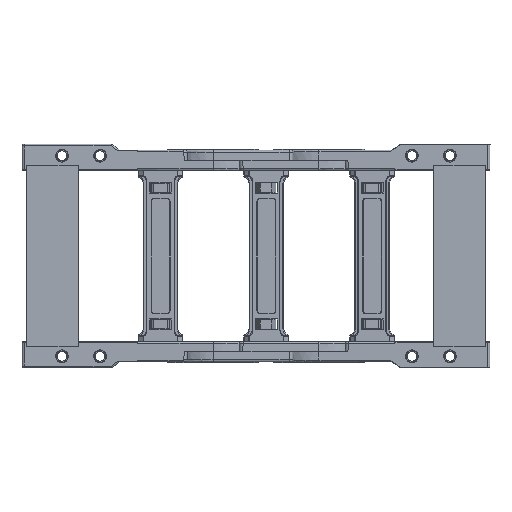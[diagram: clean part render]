
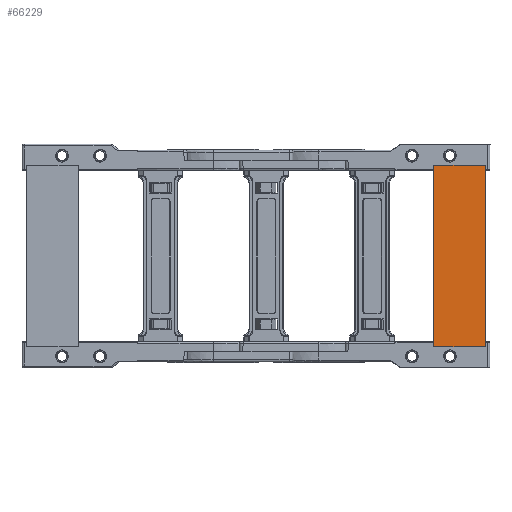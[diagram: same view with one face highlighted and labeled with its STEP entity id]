
A CAD part, front view. The second image highlights one B-rep face of the part: STEP entity #66229.
In plain terms, the highlighted planar face has unit normal (0, -1, 0).
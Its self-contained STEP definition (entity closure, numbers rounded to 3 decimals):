
#4368 = DIRECTION ( 'NONE',  ( 0., 0., 1. ) ) ;
#4946 = DIRECTION ( 'NONE',  ( 1., 0., 0. ) ) ;
#4960 = ORIENTED_EDGE ( 'NONE', *, *, #143681, .F. ) ;
#15914 = LINE ( 'NONE', #67436, #111063 ) ;
#16304 = LINE ( 'NONE', #113792, #116984 ) ;
#16727 = LINE ( 'NONE', #145058, #65165 ) ;
#17421 = DIRECTION ( 'NONE',  ( 0., -1., 0. ) ) ;
#32592 = CARTESIAN_POINT ( 'NONE',  ( 29.748, 143.024, -4.503 ) ) ;
#33303 = VECTOR ( 'NONE', #80965, 1000. ) ;
#38920 = VERTEX_POINT ( 'NONE', #59748 ) ;
#41925 = ORIENTED_EDGE ( 'NONE', *, *, #64697, .T. ) ;
#41950 = CARTESIAN_POINT ( 'NONE',  ( 29.748, 143.024, -4.503 ) ) ;
#41990 = EDGE_LOOP ( 'NONE', ( #144411, #4960, #57751, #41925 ) ) ;
#48446 = EDGE_CURVE ( 'NONE', #38920, #152929, #16304, .T. ) ;
#48593 = DIRECTION ( 'NONE',  ( 0., 0., 1. ) ) ;
#57751 = ORIENTED_EDGE ( 'NONE', *, *, #138461, .F. ) ;
#59748 = CARTESIAN_POINT ( 'NONE',  ( 59.985, 143.024, -4.503 ) ) ;
#64697 = EDGE_CURVE ( 'NONE', #69125, #38920, #100212, .T. ) ;
#65165 = VECTOR ( 'NONE', #48593, 1000. ) ;
#66229 = ADVANCED_FACE ( 'NONE', ( #111313 ), #147771, .T. ) ;
#67436 = CARTESIAN_POINT ( 'NONE',  ( 29.748, 143.024, 102.497 ) ) ;
#68294 = CARTESIAN_POINT ( 'NONE',  ( 29.748, 143.024, 102.497 ) ) ;
#69125 = VERTEX_POINT ( 'NONE', #88082 ) ;
#80965 = DIRECTION ( 'NONE',  ( 1., 0., 0. ) ) ;
#88082 = CARTESIAN_POINT ( 'NONE',  ( 29.748, 143.024, -4.503 ) ) ;
#100212 = LINE ( 'NONE', #32592, #33303 ) ;
#102441 = DIRECTION ( 'NONE',  ( 1., 0., 0. ) ) ;
#111063 = VECTOR ( 'NONE', #102441, 1000. ) ;
#111313 = FACE_OUTER_BOUND ( 'NONE', #41990, .T. ) ;
#113792 = CARTESIAN_POINT ( 'NONE',  ( 59.985, 143.024, -4.503 ) ) ;
#116984 = VECTOR ( 'NONE', #4368, 1000. ) ;
#118027 = VERTEX_POINT ( 'NONE', #68294 ) ;
#136575 = CARTESIAN_POINT ( 'NONE',  ( 59.985, 143.024, 102.497 ) ) ;
#138461 = EDGE_CURVE ( 'NONE', #69125, #118027, #16727, .T. ) ;
#143681 = EDGE_CURVE ( 'NONE', #118027, #152929, #15914, .T. ) ;
#144411 = ORIENTED_EDGE ( 'NONE', *, *, #48446, .T. ) ;
#145058 = CARTESIAN_POINT ( 'NONE',  ( 29.748, 143.024, -4.503 ) ) ;
#145124 = AXIS2_PLACEMENT_3D ( 'NONE', #41950, #17421, #4946 ) ;
#147771 = PLANE ( 'NONE',  #145124 ) ;
#152929 = VERTEX_POINT ( 'NONE', #136575 ) ;
